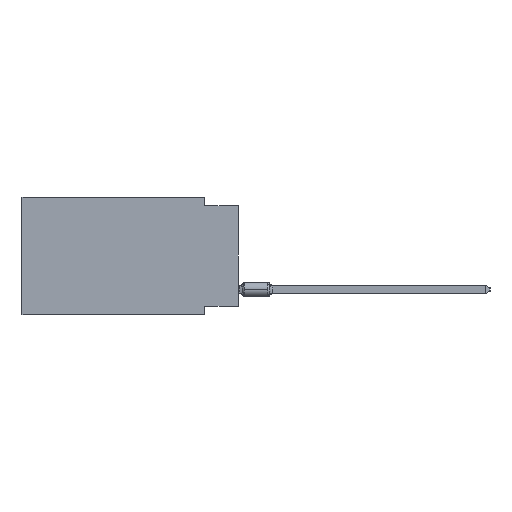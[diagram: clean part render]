
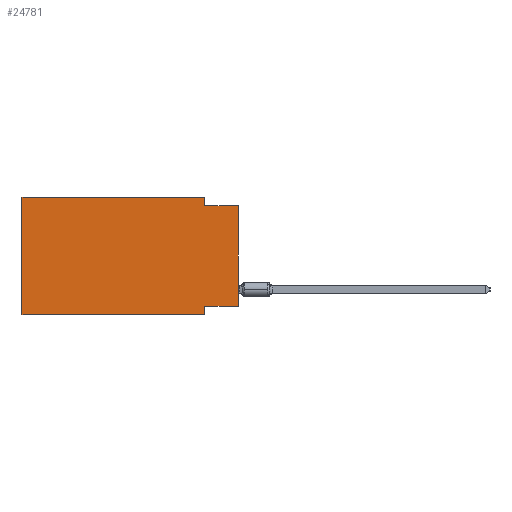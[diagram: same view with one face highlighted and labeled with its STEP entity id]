
A CAD part, left-side view. The second image highlights one B-rep face of the part: STEP entity #24781.
In plain terms, the highlighted planar face has unit normal (-1, 0, 0).
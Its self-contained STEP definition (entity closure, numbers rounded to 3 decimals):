
#465 = ORIENTED_EDGE ( 'NONE', *, *, #29048, .F. ) ;
#2767 = VERTEX_POINT ( 'NONE', #25418 ) ;
#4964 = VECTOR ( 'NONE', #24364, 1000. ) ;
#5029 = FACE_OUTER_BOUND ( 'NONE', #26470, .T. ) ;
#5057 = CARTESIAN_POINT ( 'NONE',  ( 0., 2.54, -8.255 ) ) ;
#5145 = EDGE_CURVE ( 'NONE', #25800, #12806, #22725, .T. ) ;
#5647 = AXIS2_PLACEMENT_3D ( 'NONE', #21706, #13188, #18716 ) ;
#6061 = LINE ( 'NONE', #32523, #4964 ) ;
#6077 = EDGE_CURVE ( 'NONE', #12806, #18419, #16795, .T. ) ;
#6118 = DIRECTION ( 'NONE',  ( 0., -1., 0. ) ) ;
#6663 = VECTOR ( 'NONE', #13913, 1000. ) ;
#7400 = ORIENTED_EDGE ( 'NONE', *, *, #5145, .F. ) ;
#8200 = PLANE ( 'NONE',  #5647 ) ;
#9221 = CARTESIAN_POINT ( 'NONE',  ( 0., 16.383, 0. ) ) ;
#9482 = EDGE_CURVE ( 'NONE', #22373, #10560, #10118, .T. ) ;
#10118 = LINE ( 'NONE', #18487, #19061 ) ;
#10560 = VERTEX_POINT ( 'NONE', #5057 ) ;
#11065 = ORIENTED_EDGE ( 'NONE', *, *, #20728, .T. ) ;
#11096 = CARTESIAN_POINT ( 'NONE',  ( 0., 16.383, -8.89 ) ) ;
#11316 = VECTOR ( 'NONE', #6118, 1000. ) ;
#11959 = VERTEX_POINT ( 'NONE', #21961 ) ;
#12121 = CARTESIAN_POINT ( 'NONE',  ( 0., 0., 0. ) ) ;
#12806 = VERTEX_POINT ( 'NONE', #19092 ) ;
#13188 = DIRECTION ( 'NONE',  ( 1., 0., 0. ) ) ;
#13406 = CARTESIAN_POINT ( 'NONE',  ( 0., 16.383, 0. ) ) ;
#13499 = DIRECTION ( 'NONE',  ( 0., 1., 0. ) ) ;
#13913 = DIRECTION ( 'NONE',  ( 0., 0., -1. ) ) ;
#15810 = EDGE_CURVE ( 'NONE', #10560, #2767, #32254, .T. ) ;
#15864 = ORIENTED_EDGE ( 'NONE', *, *, #27402, .F. ) ;
#16795 = LINE ( 'NONE', #13406, #20075 ) ;
#16954 = CARTESIAN_POINT ( 'NONE',  ( 0., 2.54, 0. ) ) ;
#17299 = LINE ( 'NONE', #12121, #19173 ) ;
#17594 = DIRECTION ( 'NONE',  ( 0., 0., 1. ) ) ;
#18025 = CARTESIAN_POINT ( 'NONE',  ( 0., 2.54, 0. ) ) ;
#18419 = VERTEX_POINT ( 'NONE', #18025 ) ;
#18487 = CARTESIAN_POINT ( 'NONE',  ( 0., 0., -8.255 ) ) ;
#18716 = DIRECTION ( 'NONE',  ( 0., 0., -1. ) ) ;
#18778 = DIRECTION ( 'NONE',  ( 0., 0., -1. ) ) ;
#18823 = CARTESIAN_POINT ( 'NONE',  ( 0., 0., -8.255 ) ) ;
#19061 = VECTOR ( 'NONE', #13499, 1000. ) ;
#19092 = CARTESIAN_POINT ( 'NONE',  ( 0., 16.383, 0. ) ) ;
#19173 = VECTOR ( 'NONE', #33446, 1000. ) ;
#19433 = LINE ( 'NONE', #16954, #6663 ) ;
#20075 = VECTOR ( 'NONE', #29734, 1000. ) ;
#20728 = EDGE_CURVE ( 'NONE', #22373, #28848, #17299, .T. ) ;
#21060 = ORIENTED_EDGE ( 'NONE', *, *, #15810, .F. ) ;
#21706 = CARTESIAN_POINT ( 'NONE',  ( 0., 16.383, 0. ) ) ;
#21961 = CARTESIAN_POINT ( 'NONE',  ( 0., 2.54, -0.635 ) ) ;
#21980 = ORIENTED_EDGE ( 'NONE', *, *, #6077, .F. ) ;
#22373 = VERTEX_POINT ( 'NONE', #18823 ) ;
#22633 = LINE ( 'NONE', #30431, #11316 ) ;
#22725 = LINE ( 'NONE', #9221, #27977 ) ;
#22789 = ORIENTED_EDGE ( 'NONE', *, *, #24568, .T. ) ;
#24080 = CARTESIAN_POINT ( 'NONE',  ( 0., 2.54, -8.89 ) ) ;
#24364 = DIRECTION ( 'NONE',  ( 0., -1., 0. ) ) ;
#24568 = EDGE_CURVE ( 'NONE', #25800, #2767, #22633, .T. ) ;
#24781 = ADVANCED_FACE ( 'NONE', ( #5029 ), #8200, .F. ) ;
#25418 = CARTESIAN_POINT ( 'NONE',  ( 0., 2.54, -8.89 ) ) ;
#25687 = ORIENTED_EDGE ( 'NONE', *, *, #9482, .F. ) ;
#25800 = VERTEX_POINT ( 'NONE', #11096 ) ;
#26470 = EDGE_LOOP ( 'NONE', ( #11065, #465, #15864, #21980, #7400, #22789, #21060, #25687 ) ) ;
#27402 = EDGE_CURVE ( 'NONE', #18419, #11959, #19433, .T. ) ;
#27977 = VECTOR ( 'NONE', #17594, 1000. ) ;
#28848 = VERTEX_POINT ( 'NONE', #31464 ) ;
#29048 = EDGE_CURVE ( 'NONE', #11959, #28848, #6061, .T. ) ;
#29734 = DIRECTION ( 'NONE',  ( 0., -1., 0. ) ) ;
#30431 = CARTESIAN_POINT ( 'NONE',  ( 0., 16.383, -8.89 ) ) ;
#31464 = CARTESIAN_POINT ( 'NONE',  ( 0., 0., -0.635 ) ) ;
#32254 = LINE ( 'NONE', #24080, #32554 ) ;
#32523 = CARTESIAN_POINT ( 'NONE',  ( 0., 0., -0.635 ) ) ;
#32554 = VECTOR ( 'NONE', #18778, 1000. ) ;
#33446 = DIRECTION ( 'NONE',  ( 0., 0., 1. ) ) ;
